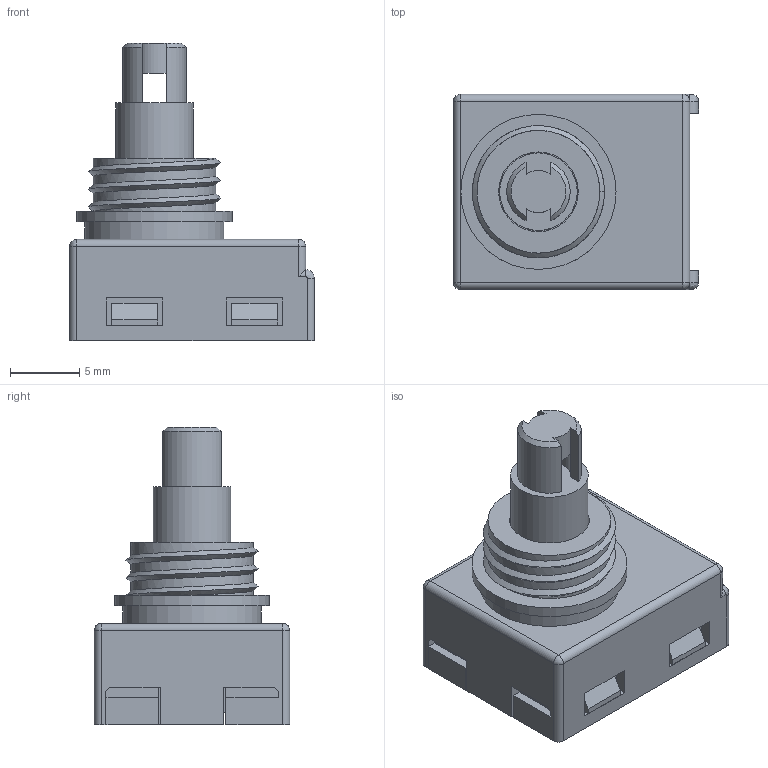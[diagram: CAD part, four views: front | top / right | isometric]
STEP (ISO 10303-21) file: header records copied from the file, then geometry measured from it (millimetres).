
FILE_DESCRIPTION(/* description */ (''),/* implementation_level */ '2;1');
FILE_NAME(/* name */ 'GC-536-0105 Model.stp',/* time_stamp */ '2023-02-20T14:12:36-05:00',/* author */ ('dwiltbank'),/* organization */ (''),/* preprocessor_version */ 'ST-DEVELOPER v18.1',/* originating_system */ 'Autodesk Inventor 2022',/* authorisation */ '');
FILE_SCHEMA (('AUTOMOTIVE_DESIGN { 1 0 10303 214 3 1 1 }'));
Length unit declared in the file: inch
Products named in the file (1): GC-536-0105_Simplify_1
Bounding box: 17.65 x 14.07 x 21.46 mm (x, y, z)
Volume: 1660.4 mm3; surface area: 2446.1 mm2
Topology: 1 solids, 1 shells, 334 faces, 914 edges, 585 vertices
Faces by surface type: plane 254, cylinder 70, bspline 4, sphere 4, cone 2
Full cylindrical faces by diameter (mm): 1.524 x2, 1.778 x2, 5.588 x1, 5.74 x1, 7.112 x1, 8.839 x3, 10.008 x1, 10.16 x1, 11.176 x1
Entity records: 11367 total; most frequent: CARTESIAN_POINT 2404, ORIENTED_EDGE 1820, DIRECTION 1712, EDGE_CURVE 910, LINE 736, VECTOR 736, VERTEX_POINT 585, AXIS2_PLACEMENT_3D 488
